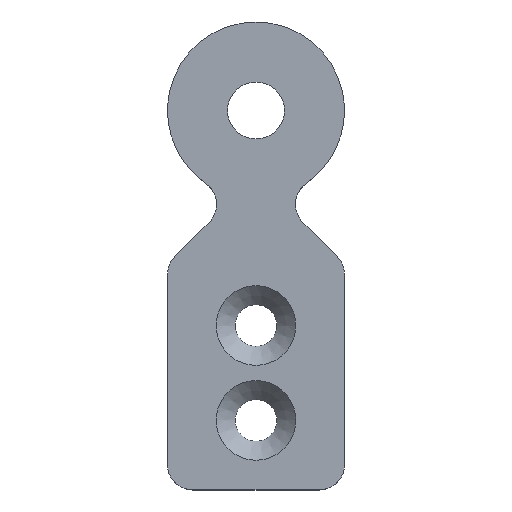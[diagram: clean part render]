
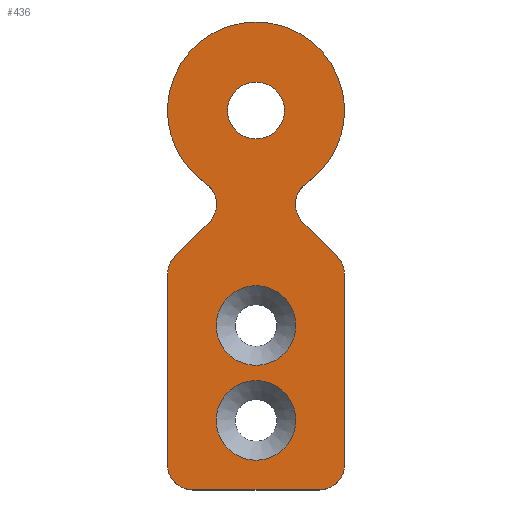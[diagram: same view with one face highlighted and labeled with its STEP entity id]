
A CAD part, top view. The second image highlights one B-rep face of the part: STEP entity #436.
In plain terms, the highlighted planar face has unit normal (0, 0, 1).
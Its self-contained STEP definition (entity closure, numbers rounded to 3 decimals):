
#15=FACE_BOUND('',#75,.T.);
#16=FACE_BOUND('',#76,.T.);
#17=FACE_BOUND('',#77,.T.);
#21=PLANE('',#493);
#50=FACE_OUTER_BOUND('',#74,.T.);
#74=EDGE_LOOP('',(#331,#332,#333,#334,#335,#336,#337,#338,#339,#340,#341,
#342,#343,#344,#345,#346));
#75=EDGE_LOOP('',(#347));
#76=EDGE_LOOP('',(#348));
#77=EDGE_LOOP('',(#349));
#105=LINE('',#712,#141);
#106=LINE('',#716,#142);
#107=LINE('',#720,#143);
#108=LINE('',#723,#144);
#109=LINE('',#727,#145);
#110=LINE('',#731,#146);
#111=LINE('',#735,#147);
#141=VECTOR('',#578,1000.);
#142=VECTOR('',#581,1000.);
#143=VECTOR('',#584,1000.);
#144=VECTOR('',#587,1000.);
#145=VECTOR('',#590,1000.);
#146=VECTOR('',#593,1000.);
#147=VECTOR('',#596,1000.);
#170=CIRCLE('',#476,4.5);
#172=CIRCLE('',#479,6.3);
#175=CIRCLE('',#484,6.3);
#177=CIRCLE('',#488,4.);
#179=CIRCLE('',#491,14.);
#181=CIRCLE('',#494,4.);
#182=CIRCLE('',#495,4.);
#183=CIRCLE('',#496,4.);
#184=CIRCLE('',#497,4.);
#185=CIRCLE('',#498,4.);
#186=CIRCLE('',#499,4.);
#187=CIRCLE('',#500,4.);
#197=VERTEX_POINT('',#671);
#199=VERTEX_POINT('',#677);
#202=VERTEX_POINT('',#687);
#204=VERTEX_POINT('',#695);
#205=VERTEX_POINT('',#696);
#208=VERTEX_POINT('',#704);
#210=VERTEX_POINT('',#710);
#211=VERTEX_POINT('',#711);
#212=VERTEX_POINT('',#713);
#213=VERTEX_POINT('',#715);
#214=VERTEX_POINT('',#717);
#215=VERTEX_POINT('',#719);
#216=VERTEX_POINT('',#721);
#217=VERTEX_POINT('',#724);
#218=VERTEX_POINT('',#726);
#219=VERTEX_POINT('',#728);
#220=VERTEX_POINT('',#730);
#221=VERTEX_POINT('',#732);
#222=VERTEX_POINT('',#734);
#239=EDGE_CURVE('',#197,#197,#170,.T.);
#243=EDGE_CURVE('',#199,#199,#172,.T.);
#248=EDGE_CURVE('',#202,#202,#175,.T.);
#251=EDGE_CURVE('',#204,#205,#177,.T.);
#255=EDGE_CURVE('',#204,#208,#179,.T.);
#258=EDGE_CURVE('',#210,#211,#105,.T.);
#259=EDGE_CURVE('',#212,#211,#181,.T.);
#260=EDGE_CURVE('',#213,#212,#106,.T.);
#261=EDGE_CURVE('',#214,#213,#182,.T.);
#262=EDGE_CURVE('',#215,#214,#107,.T.);
#263=EDGE_CURVE('',#216,#215,#183,.T.);
#264=EDGE_CURVE('',#205,#216,#108,.T.);
#265=EDGE_CURVE('',#208,#217,#184,.T.);
#266=EDGE_CURVE('',#217,#218,#109,.T.);
#267=EDGE_CURVE('',#218,#219,#185,.T.);
#268=EDGE_CURVE('',#219,#220,#110,.T.);
#269=EDGE_CURVE('',#220,#221,#186,.T.);
#270=EDGE_CURVE('',#221,#222,#111,.T.);
#271=EDGE_CURVE('',#222,#210,#187,.T.);
#331=ORIENTED_EDGE('',*,*,#258,.T.);
#332=ORIENTED_EDGE('',*,*,#259,.F.);
#333=ORIENTED_EDGE('',*,*,#260,.F.);
#334=ORIENTED_EDGE('',*,*,#261,.F.);
#335=ORIENTED_EDGE('',*,*,#262,.F.);
#336=ORIENTED_EDGE('',*,*,#263,.F.);
#337=ORIENTED_EDGE('',*,*,#264,.F.);
#338=ORIENTED_EDGE('',*,*,#251,.F.);
#339=ORIENTED_EDGE('',*,*,#255,.T.);
#340=ORIENTED_EDGE('',*,*,#265,.T.);
#341=ORIENTED_EDGE('',*,*,#266,.T.);
#342=ORIENTED_EDGE('',*,*,#267,.T.);
#343=ORIENTED_EDGE('',*,*,#268,.T.);
#344=ORIENTED_EDGE('',*,*,#269,.T.);
#345=ORIENTED_EDGE('',*,*,#270,.T.);
#346=ORIENTED_EDGE('',*,*,#271,.T.);
#347=ORIENTED_EDGE('',*,*,#248,.F.);
#348=ORIENTED_EDGE('',*,*,#243,.F.);
#349=ORIENTED_EDGE('',*,*,#239,.T.);
#436=ADVANCED_FACE('',(#50,#15,#16,#17),#21,.T.);
#476=AXIS2_PLACEMENT_3D('',#672,#534,#535);
#479=AXIS2_PLACEMENT_3D('',#679,#542,#543);
#484=AXIS2_PLACEMENT_3D('',#689,#554,#555);
#488=AXIS2_PLACEMENT_3D('',#697,#563,#564);
#491=AXIS2_PLACEMENT_3D('',#705,#571,#572);
#493=AXIS2_PLACEMENT_3D('',#709,#576,#577);
#494=AXIS2_PLACEMENT_3D('',#714,#579,#580);
#495=AXIS2_PLACEMENT_3D('',#718,#582,#583);
#496=AXIS2_PLACEMENT_3D('',#722,#585,#586);
#497=AXIS2_PLACEMENT_3D('',#725,#588,#589);
#498=AXIS2_PLACEMENT_3D('',#729,#591,#592);
#499=AXIS2_PLACEMENT_3D('',#733,#594,#595);
#500=AXIS2_PLACEMENT_3D('',#736,#597,#598);
#534=DIRECTION('center_axis',(0.,0.,-1.));
#535=DIRECTION('ref_axis',(-1.,0.,0.));
#542=DIRECTION('center_axis',(0.,0.,1.));
#543=DIRECTION('ref_axis',(1.,0.,0.));
#554=DIRECTION('center_axis',(0.,0.,1.));
#555=DIRECTION('ref_axis',(1.,0.,0.));
#563=DIRECTION('center_axis',(0.,0.,1.));
#564=DIRECTION('ref_axis',(-1.,0.,0.));
#571=DIRECTION('center_axis',(0.,0.,1.));
#572=DIRECTION('ref_axis',(1.,0.,0.));
#576=DIRECTION('center_axis',(0.,0.,1.));
#577=DIRECTION('ref_axis',(1.,0.,0.));
#578=DIRECTION('',(1.,0.,0.));
#579=DIRECTION('center_axis',(0.,0.,-1.));
#580=DIRECTION('ref_axis',(-1.,0.,0.));
#581=DIRECTION('',(0.,-1.,0.));
#582=DIRECTION('center_axis',(0.,0.,-1.));
#583=DIRECTION('ref_axis',(-1.,0.,0.));
#584=DIRECTION('',(0.707,-0.707,0.));
#585=DIRECTION('center_axis',(0.,0.,1.));
#586=DIRECTION('ref_axis',(-1.,0.,0.));
#587=DIRECTION('',(0.707,-0.708,0.));
#588=DIRECTION('center_axis',(0.,0.,-1.));
#589=DIRECTION('ref_axis',(1.,0.,0.));
#590=DIRECTION('',(-0.707,-0.708,0.));
#591=DIRECTION('center_axis',(0.,0.,-1.));
#592=DIRECTION('ref_axis',(1.,0.,0.));
#593=DIRECTION('',(-0.707,-0.707,0.));
#594=DIRECTION('center_axis',(0.,0.,1.));
#595=DIRECTION('ref_axis',(1.,0.,0.));
#596=DIRECTION('',(0.,-1.,0.));
#597=DIRECTION('center_axis',(0.,0.,1.));
#598=DIRECTION('ref_axis',(1.,0.,0.));
#671=CARTESIAN_POINT('',(4.5,0.,5.));
#672=CARTESIAN_POINT('Origin',(0.,0.,5.));
#677=CARTESIAN_POINT('',(-6.3,-34.,5.));
#679=CARTESIAN_POINT('Origin',(0.,-34.,5.));
#687=CARTESIAN_POINT('',(-6.3,-49.,5.));
#689=CARTESIAN_POINT('Origin',(0.,-49.,5.));
#695=CARTESIAN_POINT('',(7.95,-11.524,5.));
#696=CARTESIAN_POINT('',(7.391,-17.643,5.));
#697=CARTESIAN_POINT('Origin',(10.221,-14.817,5.));
#704=CARTESIAN_POINT('',(-7.95,-11.524,5.));
#705=CARTESIAN_POINT('Origin',(0.,0.,5.));
#709=CARTESIAN_POINT('Origin',(0.,0.,5.));
#710=CARTESIAN_POINT('',(-10.,-60.,5.));
#711=CARTESIAN_POINT('',(10.,-60.,5.));
#712=CARTESIAN_POINT('',(-10.,-60.,5.));
#713=CARTESIAN_POINT('',(14.,-56.,5.));
#714=CARTESIAN_POINT('Origin',(10.,-56.,5.));
#715=CARTESIAN_POINT('',(14.,-25.91,5.));
#716=CARTESIAN_POINT('',(14.,-25.91,5.));
#717=CARTESIAN_POINT('',(12.828,-23.081,5.));
#718=CARTESIAN_POINT('Origin',(10.,-25.91,5.));
#719=CARTESIAN_POINT('',(7.748,-18.001,5.));
#720=CARTESIAN_POINT('',(12.828,-23.081,5.));
#721=CARTESIAN_POINT('',(7.746,-17.999,5.));
#722=CARTESIAN_POINT('Origin',(10.576,-15.172,5.));
#723=CARTESIAN_POINT('',(7.391,-17.643,5.));
#724=CARTESIAN_POINT('',(-7.391,-17.643,5.));
#725=CARTESIAN_POINT('Origin',(-10.221,-14.817,5.));
#726=CARTESIAN_POINT('',(-7.746,-17.999,5.));
#727=CARTESIAN_POINT('',(-7.391,-17.643,5.));
#728=CARTESIAN_POINT('',(-7.748,-18.001,5.));
#729=CARTESIAN_POINT('Origin',(-10.576,-15.172,5.));
#730=CARTESIAN_POINT('',(-12.828,-23.081,5.));
#731=CARTESIAN_POINT('',(-12.828,-23.081,5.));
#732=CARTESIAN_POINT('',(-14.,-25.91,5.));
#733=CARTESIAN_POINT('Origin',(-10.,-25.91,5.));
#734=CARTESIAN_POINT('',(-14.,-56.,5.));
#735=CARTESIAN_POINT('',(-14.,-25.91,5.));
#736=CARTESIAN_POINT('Origin',(-10.,-56.,5.));
